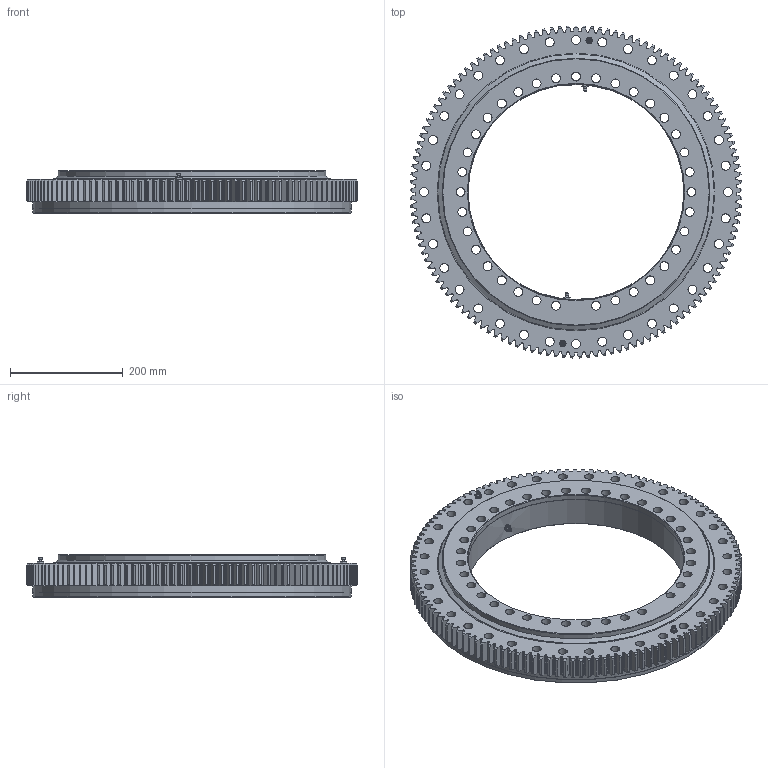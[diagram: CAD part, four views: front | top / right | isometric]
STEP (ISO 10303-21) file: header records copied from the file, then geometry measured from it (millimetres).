
FILE_DESCRIPTION (( 'STEP AP214' ), '1' );
FILE_NAME ('E.589.25.15.D.1.STEP', '2018-06-26T09:11:48', ( '' ), ( '' ), 'SwSTEP 2.0', 'SolidWorks 2016', '' );
FILE_SCHEMA (( 'AUTOMOTIVE_DESIGN' ));
Length unit declared in the file: millimetre
Products named in the file (7): Ball D25; Grease nipple M10x1mm; C.589.B25B.C1N.1 - IR; C.589.B25B.C1N.1 - IR Seal; E.589.25.15.D.1; C.589.B25B.C1N.1 - OR Seal; C.589.B25B.C1N.1 - OR
Assembly tree (59 placements, depth 2):
  E.589.25.15.D.1
    C.589.B25B.C1N.1 - IR
    C.589.B25B.C1N.1 - OR
    Ball D25  x51
    C.589.B25B.C1N.1 - IR Seal
    C.589.B25B.C1N.1 - OR Seal
    Grease nipple M10x1mm  x4
Bounding box: 589.49 x 589.45 x 75 mm (x, y, z)
Volume: 7570069.6 mm3; surface area: 1210801.2 mm2
Topology: 59 solids, 59 shells, 1594 faces, 4617 edges, 3052 vertices
Faces by surface type: bspline 645, cone 329, plane 317, cylinder 234, sphere 51, torus 18
Full cylindrical faces by diameter (mm): 3 x4, 5 x6, 9 x4, 10 x4, 16 x71, 383 x1, 384 x1, 461 x2, 472 x1, 475 x4, 478 x1, 489 x2, 565 x1, 566 x1
Entity records: 52826 total; most frequent: CARTESIAN_POINT 18432, ORIENTED_EDGE 8310, DIRECTION 4804, EDGE_CURVE 4155, VERTEX_POINT 2837, B_SPLINE_CURVE_WITH_KNOTS 1848, EDGE_LOOP 1752, AXIS2_PLACEMENT_3D 1625
